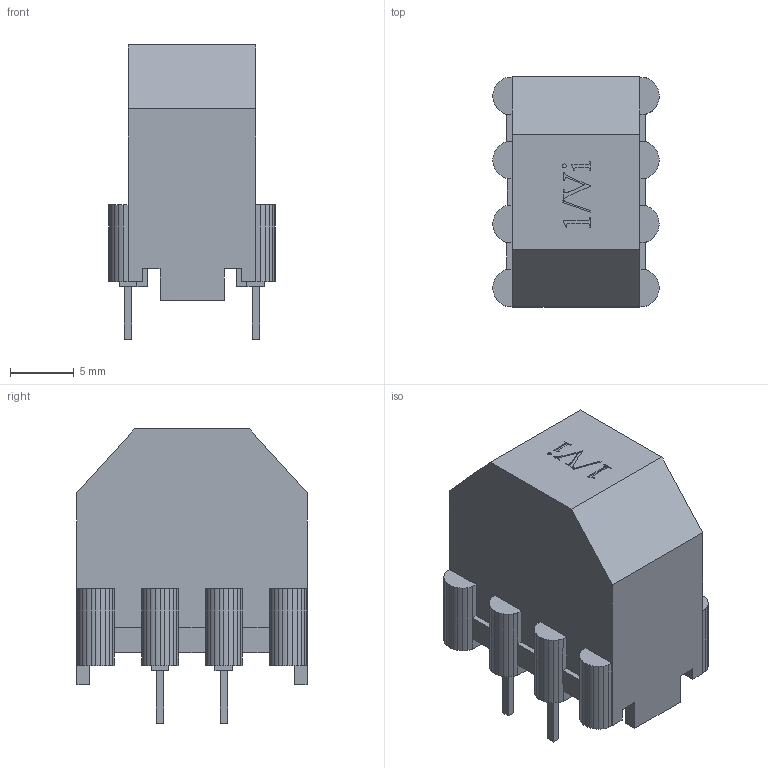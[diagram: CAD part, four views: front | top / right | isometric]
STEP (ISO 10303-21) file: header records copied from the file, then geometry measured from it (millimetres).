
FILE_DESCRIPTION(('FreeCAD Model'),'2;1');
FILE_NAME('X01Vi.stp', '2014-07-08T12:41:39',('FreeCAD'),('FreeCAD'), 'Open CASCADE STEP processor 6.3','FreeCAD','Unknown');
FILE_SCHEMA(('AUTOMOTIVE_DESIGN_CC2 { 1 2 10303 214 -1 1 5 4 }'));
Length unit declared in the file: millimetre
Products named in the file (6): X01Vi; X01Vi001; X01Vi004; X01Vi005; X01Vi003; X01Vi002
Bounding box: 13 x 18 x 23 mm (x, y, z)
Volume: 1492.6 mm3; surface area: 3049.5 mm2
Topology: 6 solids, 6 shells, 822 faces, 2377 edges, 1577 vertices
Faces by surface type: plane 620, cylinder 202
Entity records: 62516 total; most frequent: CARTESIAN_POINT 16668, DIRECTION 8066, LINE 5409, VECTOR 5409, ORIENTED_EDGE 4754, PCURVE 4754, DEFINITIONAL_REPRESENTATION 4754, EDGE_CURVE 2377
